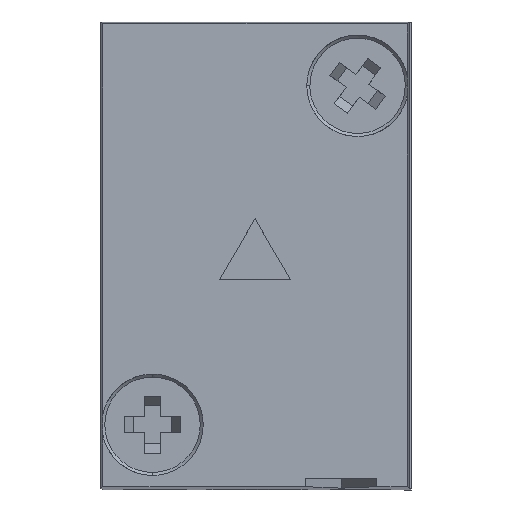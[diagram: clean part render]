
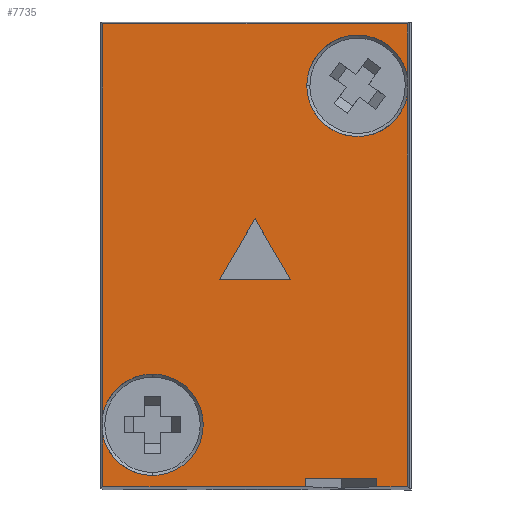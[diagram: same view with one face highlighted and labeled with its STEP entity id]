
A CAD part, top view. The second image highlights one B-rep face of the part: STEP entity #7735.
In plain terms, the highlighted planar face has unit normal (0, 0, 1).
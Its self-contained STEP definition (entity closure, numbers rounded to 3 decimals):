
#212 = VERTEX_POINT ( 'NONE', #1667 ) ;
#275 = VERTEX_POINT ( 'NONE', #17146 ) ;
#300 = VERTEX_POINT ( 'NONE', #17171 ) ;
#444 = VERTEX_POINT ( 'NONE', #17315 ) ;
#451 = VERTEX_POINT ( 'NONE', #17322 ) ;
#452 = VERTEX_POINT ( 'NONE', #17323 ) ;
#453 = VERTEX_POINT ( 'NONE', #17324 ) ;
#454 = VERTEX_POINT ( 'NONE', #17325 ) ;
#455 = VERTEX_POINT ( 'NONE', #17326 ) ;
#456 = VERTEX_POINT ( 'NONE', #17327 ) ;
#457 = VERTEX_POINT ( 'NONE', #17328 ) ;
#458 = VERTEX_POINT ( 'NONE', #17329 ) ;
#459 = VERTEX_POINT ( 'NONE', #17330 ) ;
#460 = VERTEX_POINT ( 'NONE', #17331 ) ;
#461 = VERTEX_POINT ( 'NONE', #17332 ) ;
#462 = VERTEX_POINT ( 'NONE', #17333 ) ;
#463 = VERTEX_POINT ( 'NONE', #17334 ) ;
#1667 = CARTESIAN_POINT ( 'NONE',  ( -5.05, -5.85, 0. ) ) ;
#2324 = CARTESIAN_POINT ( 'NONE',  ( -5.05, -8.35, 0. ) ) ;
#2325 = DIRECTION ( 'NONE',  ( 0., 0., 1. ) ) ;
#2326 = DIRECTION ( 'NONE',  ( 0., -1., 0. ) ) ;
#2336 = CARTESIAN_POINT ( 'NONE',  ( -5.05, -8.35, 0. ) ) ;
#2337 = DIRECTION ( 'NONE',  ( 0., 0., 1. ) ) ;
#2338 = DIRECTION ( 'NONE',  ( 0., -1., 0. ) ) ;
#5615 = PLANE ( 'NONE',  #8268 ) ;
#5616 = CARTESIAN_POINT ( 'NONE',  ( -7.5, -11.4, 0. ) ) ;
#5617 = DIRECTION ( 'NONE',  ( 0., 0., 1. ) ) ;
#5618 = DIRECTION ( 'NONE',  ( 1., 0., 0. ) ) ;
#7230 = AXIS2_PLACEMENT_3D ( 'NONE', #18777, #18779, #18781 ) ;
#7231 = AXIS2_PLACEMENT_3D ( 'NONE', #18799, #18801, #18803 ) ;
#7735 = ADVANCED_FACE ( 'NONE', ( #11690, #11691 ), #5615, .T. ) ;
#8268 = AXIS2_PLACEMENT_3D ( 'NONE', #5616, #5617, #5618 ) ;
#8547 = AXIS2_PLACEMENT_3D ( 'NONE', #2324, #2325, #2326 ) ;
#8549 = AXIS2_PLACEMENT_3D ( 'NONE', #2336, #2337, #2338 ) ;
#8746 = EDGE_CURVE ( 'NONE', #212, #300, #20180, .T. ) ;
#8750 = EDGE_CURVE ( 'NONE', #275, #212, #20184, .T. ) ;
#10805 = ORIENTED_EDGE ( 'NONE', *, *, #12090, .F. ) ;
#10806 = ORIENTED_EDGE ( 'NONE', *, *, #12091, .F. ) ;
#10807 = ORIENTED_EDGE ( 'NONE', *, *, #12092, .F. ) ;
#10808 = ORIENTED_EDGE ( 'NONE', *, *, #12093, .T. ) ;
#10809 = ORIENTED_EDGE ( 'NONE', *, *, #12094, .T. ) ;
#10810 = ORIENTED_EDGE ( 'NONE', *, *, #12095, .F. ) ;
#10811 = ORIENTED_EDGE ( 'NONE', *, *, #12096, .T. ) ;
#10812 = ORIENTED_EDGE ( 'NONE', *, *, #12097, .T. ) ;
#10813 = ORIENTED_EDGE ( 'NONE', *, *, #12098, .F. ) ;
#10814 = ORIENTED_EDGE ( 'NONE', *, *, #12099, .T. ) ;
#10815 = ORIENTED_EDGE ( 'NONE', *, *, #12100, .T. ) ;
#10816 = ORIENTED_EDGE ( 'NONE', *, *, #12101, .T. ) ;
#10817 = ORIENTED_EDGE ( 'NONE', *, *, #8746, .F. ) ;
#10818 = ORIENTED_EDGE ( 'NONE', *, *, #8750, .F. ) ;
#10819 = ORIENTED_EDGE ( 'NONE', *, *, #12102, .F. ) ;
#10820 = ORIENTED_EDGE ( 'NONE', *, *, #12103, .T. ) ;
#10821 = ORIENTED_EDGE ( 'NONE', *, *, #12104, .T. ) ;
#11690 = FACE_BOUND ( 'NONE', #13020, .T. ) ;
#11691 = FACE_OUTER_BOUND ( 'NONE', #12871, .T. ) ;
#12090 = EDGE_CURVE ( 'NONE', #451, #444, #14733, .T. ) ;
#12091 = EDGE_CURVE ( 'NONE', #457, #451, #14735, .T. ) ;
#12092 = EDGE_CURVE ( 'NONE', #444, #457, #14737, .T. ) ;
#12093 = EDGE_CURVE ( 'NONE', #461, #462, #14739, .T. ) ;
#12094 = EDGE_CURVE ( 'NONE', #462, #463, #14741, .T. ) ;
#12095 = EDGE_CURVE ( 'NONE', #458, #463, #14743, .T. ) ;
#12096 = EDGE_CURVE ( 'NONE', #458, #459, #14745, .T. ) ;
#12097 = EDGE_CURVE ( 'NONE', #459, #460, #14747, .T. ) ;
#12098 = EDGE_CURVE ( 'NONE', #455, #460, #14750, .T. ) ;
#12099 = EDGE_CURVE ( 'NONE', #455, #456, #14749, .T. ) ;
#12100 = EDGE_CURVE ( 'NONE', #456, #454, #14752, .T. ) ;
#12101 = EDGE_CURVE ( 'NONE', #454, #300, #14754, .T. ) ;
#12102 = EDGE_CURVE ( 'NONE', #452, #275, #14757, .T. ) ;
#12103 = EDGE_CURVE ( 'NONE', #452, #453, #14756, .T. ) ;
#12104 = EDGE_CURVE ( 'NONE', #453, #461, #14759, .T. ) ;
#12871 = EDGE_LOOP ( 'NONE', ( #10808, #10809, #10810, #10811, #10812, #10813, #10814, #10815, #10816, #10817, #10818, #10819, #10820, #10821 ) ) ;
#13020 = EDGE_LOOP ( 'NONE', ( #10805, #10806, #10807 ) ) ;
#14733 = LINE ( 'NONE', #18740, #14734 ) ;
#14734 = VECTOR ( 'NONE', #18742, 1000. ) ;
#14735 = LINE ( 'NONE', #18744, #14736 ) ;
#14736 = VECTOR ( 'NONE', #18746, 1000. ) ;
#14737 = LINE ( 'NONE', #18749, #14738 ) ;
#14738 = VECTOR ( 'NONE', #18751, 1000. ) ;
#14739 = LINE ( 'NONE', #18753, #14740 ) ;
#14740 = VECTOR ( 'NONE', #18755, 1000. ) ;
#14741 = LINE ( 'NONE', #18758, #14742 ) ;
#14742 = VECTOR ( 'NONE', #18759, 1000. ) ;
#14743 = LINE ( 'NONE', #18762, #14744 ) ;
#14744 = VECTOR ( 'NONE', #18764, 1000. ) ;
#14745 = LINE ( 'NONE', #18767, #14746 ) ;
#14746 = VECTOR ( 'NONE', #18769, 1000. ) ;
#14747 = LINE ( 'NONE', #18772, #14748 ) ;
#14748 = VECTOR ( 'NONE', #18774, 1000. ) ;
#14749 = LINE ( 'NONE', #18784, #14751 ) ;
#14750 = CIRCLE ( 'NONE', #7230, 2.5 ) ;
#14751 = VECTOR ( 'NONE', #18786, 1000. ) ;
#14752 = LINE ( 'NONE', #18789, #14753 ) ;
#14753 = VECTOR ( 'NONE', #18791, 1000. ) ;
#14754 = LINE ( 'NONE', #18794, #14755 ) ;
#14755 = VECTOR ( 'NONE', #18796, 1000. ) ;
#14756 = LINE ( 'NONE', #18806, #14758 ) ;
#14757 = CIRCLE ( 'NONE', #7231, 2.5 ) ;
#14758 = VECTOR ( 'NONE', #18808, 1000. ) ;
#14759 = LINE ( 'NONE', #18811, #14760 ) ;
#14760 = VECTOR ( 'NONE', #18813, 1000. ) ;
#17146 = CARTESIAN_POINT ( 'NONE',  ( -5.05, -10.85, 0. ) ) ;
#17171 = CARTESIAN_POINT ( 'NONE',  ( -7.5, -7.853, 0. ) ) ;
#17315 = CARTESIAN_POINT ( 'NONE',  ( 0., 1.797, 0. ) ) ;
#17322 = CARTESIAN_POINT ( 'NONE',  ( 1.75, -1.203, 0. ) ) ;
#17323 = CARTESIAN_POINT ( 'NONE',  ( -7.5, -8.847, 0. ) ) ;
#17324 = CARTESIAN_POINT ( 'NONE',  ( -7.5, -11.4, 0. ) ) ;
#17325 = CARTESIAN_POINT ( 'NONE',  ( -7.5, 11.4, 0. ) ) ;
#17326 = CARTESIAN_POINT ( 'NONE',  ( 7.5, 8.847, 0. ) ) ;
#17327 = CARTESIAN_POINT ( 'NONE',  ( 7.5, 11.4, 0. ) ) ;
#17328 = CARTESIAN_POINT ( 'NONE',  ( -1.75, -1.203, 0. ) ) ;
#17329 = CARTESIAN_POINT ( 'NONE',  ( 6., -11.4, 0. ) ) ;
#17330 = CARTESIAN_POINT ( 'NONE',  ( 7.5, -11.4, 0. ) ) ;
#17331 = CARTESIAN_POINT ( 'NONE',  ( 7.5, 7.853, 0. ) ) ;
#17332 = CARTESIAN_POINT ( 'NONE',  ( 2.5, -11.4, 0. ) ) ;
#17333 = CARTESIAN_POINT ( 'NONE',  ( 2.5, -11., 0. ) ) ;
#17334 = CARTESIAN_POINT ( 'NONE',  ( 6., -11., 0. ) ) ;
#18740 = CARTESIAN_POINT ( 'NONE',  ( 1.75, -1.203, 0. ) ) ;
#18742 = DIRECTION ( 'NONE',  ( -0.504, 0.864, 0. ) ) ;
#18744 = CARTESIAN_POINT ( 'NONE',  ( -1.75, -1.203, 0. ) ) ;
#18746 = DIRECTION ( 'NONE',  ( 1., 0., 0. ) ) ;
#18749 = CARTESIAN_POINT ( 'NONE',  ( -1.75, -1.203, 0. ) ) ;
#18751 = DIRECTION ( 'NONE',  ( -0.504, -0.864, 0. ) ) ;
#18753 = CARTESIAN_POINT ( 'NONE',  ( 2.5, -11.5, 0. ) ) ;
#18755 = DIRECTION ( 'NONE',  ( 0., 1., 0. ) ) ;
#18758 = CARTESIAN_POINT ( 'NONE',  ( 6., -11., 0. ) ) ;
#18759 = DIRECTION ( 'NONE',  ( 1., 0., 0. ) ) ;
#18762 = CARTESIAN_POINT ( 'NONE',  ( 6., -11.5, 0. ) ) ;
#18764 = DIRECTION ( 'NONE',  ( 0., 1., 0. ) ) ;
#18767 = CARTESIAN_POINT ( 'NONE',  ( -7.5, -11.4, 0. ) ) ;
#18769 = DIRECTION ( 'NONE',  ( 1., 0., 0. ) ) ;
#18772 = CARTESIAN_POINT ( 'NONE',  ( 7.5, -11.4, 0. ) ) ;
#18774 = DIRECTION ( 'NONE',  ( 0., 1., 0. ) ) ;
#18777 = CARTESIAN_POINT ( 'NONE',  ( 5.05, 8.35, 0. ) ) ;
#18779 = DIRECTION ( 'NONE',  ( 0., 0., 1. ) ) ;
#18781 = DIRECTION ( 'NONE',  ( 1., 0., 0. ) ) ;
#18784 = CARTESIAN_POINT ( 'NONE',  ( 7.5, -11.4, 0. ) ) ;
#18786 = DIRECTION ( 'NONE',  ( 0., 1., 0. ) ) ;
#18789 = CARTESIAN_POINT ( 'NONE',  ( -7.5, 11.4, 0. ) ) ;
#18791 = DIRECTION ( 'NONE',  ( -1., 0., 0. ) ) ;
#18794 = CARTESIAN_POINT ( 'NONE',  ( -7.5, -11.4, 0. ) ) ;
#18796 = DIRECTION ( 'NONE',  ( 0., -1., 0. ) ) ;
#18799 = CARTESIAN_POINT ( 'NONE',  ( -5.05, -8.35, 0. ) ) ;
#18801 = DIRECTION ( 'NONE',  ( 0., 0., 1. ) ) ;
#18803 = DIRECTION ( 'NONE',  ( 0., -1., 0. ) ) ;
#18806 = CARTESIAN_POINT ( 'NONE',  ( -7.5, -11.4, 0. ) ) ;
#18808 = DIRECTION ( 'NONE',  ( 0., -1., 0. ) ) ;
#18811 = CARTESIAN_POINT ( 'NONE',  ( -7.5, -11.4, 0. ) ) ;
#18813 = DIRECTION ( 'NONE',  ( 1., 0., 0. ) ) ;
#20180 = CIRCLE ( 'NONE', #8547, 2.5 ) ;
#20184 = CIRCLE ( 'NONE', #8549, 2.5 ) ;
